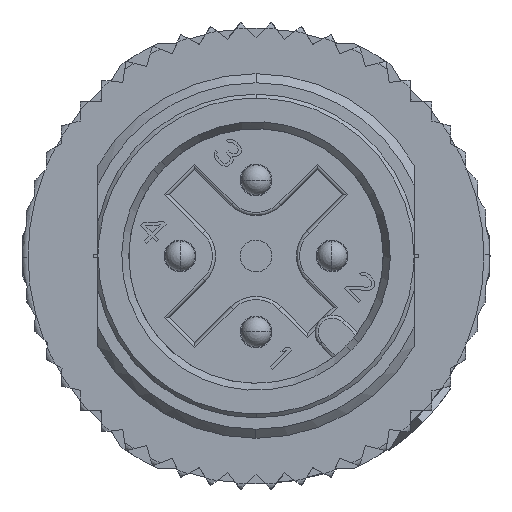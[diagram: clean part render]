
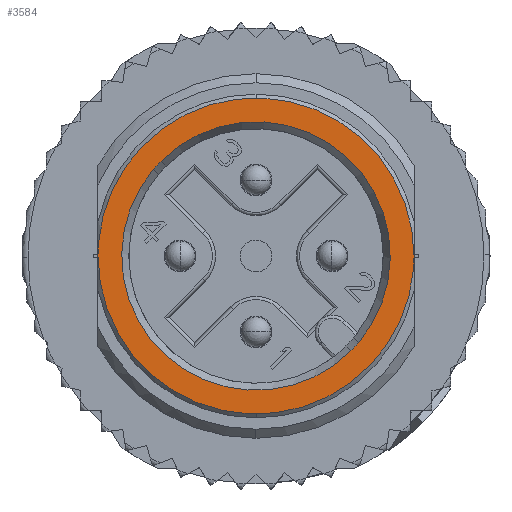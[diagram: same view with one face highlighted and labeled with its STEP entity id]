
A CAD part, front view. The second image highlights one B-rep face of the part: STEP entity #3584.
In plain terms, the highlighted planar face has unit normal (0, -1, 0).
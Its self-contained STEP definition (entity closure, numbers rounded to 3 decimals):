
#3584=ADVANCED_FACE('',(#9085,#9086),#9087,.T.);
#9085=FACE_OUTER_BOUND('',#21803,.T.);
#9086=FACE_BOUND('',#21804,.T.);
#9087=PLANE('',#21805);
#21803=EDGE_LOOP('',(#61288,#61289,#61290,#61291));
#21804=EDGE_LOOP('',(#61292,#61293,#61294,#61295));
#21805=AXIS2_PLACEMENT_3D('',#61296,#61297,#61298);
#61288=ORIENTED_EDGE('',*,*,#71606,.T.);
#61289=ORIENTED_EDGE('',*,*,#69910,.T.);
#61290=ORIENTED_EDGE('',*,*,#69904,.T.);
#61291=ORIENTED_EDGE('',*,*,#71609,.T.);
#61292=ORIENTED_EDGE('',*,*,#70967,.F.);
#61293=ORIENTED_EDGE('',*,*,#70962,.F.);
#61294=ORIENTED_EDGE('',*,*,#70040,.F.);
#61295=ORIENTED_EDGE('',*,*,#70032,.F.);
#61296=CARTESIAN_POINT('',(-5.72,-16.1,5.682));
#61297=DIRECTION('',(0.0,-1.0,0.0));
#61298=DIRECTION('',(1.0,0.0,0.0));
#69904=EDGE_CURVE('',#73203,#73200,#73204,.F.);
#69910=EDGE_CURVE('',#73210,#73203,#73213,.F.);
#70032=EDGE_CURVE('',#73420,#73423,#73424,.F.);
#70040=EDGE_CURVE('',#73423,#73432,#73437,.F.);
#70962=EDGE_CURVE('',#73432,#74776,#74777,.F.);
#70967=EDGE_CURVE('',#74776,#73420,#74783,.F.);
#71606=EDGE_CURVE('',#75699,#73210,#75700,.F.);
#71609=EDGE_CURVE('',#73200,#75699,#75703,.F.);
#73200=VERTEX_POINT('',#77755);
#73203=VERTEX_POINT('',#77759);
#73204=CIRCLE('',#77760,5.2);
#73210=VERTEX_POINT('',#77767);
#73213=CIRCLE('',#77771,5.2);
#73420=VERTEX_POINT('',#78092);
#73423=VERTEX_POINT('',#78096);
#73424=CIRCLE('',#78097,4.418);
#73432=VERTEX_POINT('',#78106);
#73437=CIRCLE('',#78112,4.418);
#74776=VERTEX_POINT('',#80068);
#74777=CIRCLE('',#80069,4.418);
#74783=CIRCLE('',#80076,4.418);
#75699=VERTEX_POINT('',#81445);
#75700=CIRCLE('',#81446,5.2);
#75703=CIRCLE('',#81450,5.2);
#77755=CARTESIAN_POINT('',(-5.18,-16.1,0.453));
#77759=CARTESIAN_POINT('',(5.2,-16.1,0.0));
#77760=AXIS2_PLACEMENT_3D('',#86477,#86478,#86479);
#77767=CARTESIAN_POINT('',(5.18,-16.1,-0.453));
#77771=AXIS2_PLACEMENT_3D('',#86488,#86489,#86490);
#78092=CARTESIAN_POINT('',(3.385,-16.1,-2.84));
#78096=CARTESIAN_POINT('',(-3.124,-16.1,3.124));
#78097=AXIS2_PLACEMENT_3D('',#86686,#86687,#86688);
#78106=CARTESIAN_POINT('',(-3.385,-16.1,2.84));
#78112=AXIS2_PLACEMENT_3D('',#86703,#86704,#86705);
#80068=CARTESIAN_POINT('',(3.124,-16.1,-3.124));
#80069=AXIS2_PLACEMENT_3D('',#87778,#87779,#87780);
#80076=AXIS2_PLACEMENT_3D('',#87788,#87789,#87790);
#81445=CARTESIAN_POINT('',(-5.2,-16.1,0.0));
#81446=AXIS2_PLACEMENT_3D('',#88353,#88354,#88355);
#81450=AXIS2_PLACEMENT_3D('',#88357,#88358,#88359);
#86477=CARTESIAN_POINT('',(0.0,-16.1,0.0));
#86478=DIRECTION('',(0.0,1.0,0.0));
#86479=DIRECTION('',(0.996,0.0,-0.087));
#86488=CARTESIAN_POINT('',(0.0,-16.1,0.0));
#86489=DIRECTION('',(0.0,1.0,0.0));
#86490=DIRECTION('',(0.996,0.0,-0.087));
#86686=CARTESIAN_POINT('',(0.0,-16.1,0.0));
#86687=DIRECTION('',(0.0,1.0,0.0));
#86688=DIRECTION('',(0.766,0.0,-0.643));
#86703=CARTESIAN_POINT('',(0.0,-16.1,0.0));
#86704=DIRECTION('',(0.0,1.0,0.0));
#86705=DIRECTION('',(0.766,0.0,-0.643));
#87778=CARTESIAN_POINT('',(0.0,-16.1,0.0));
#87779=DIRECTION('',(0.0,1.0,0.0));
#87780=DIRECTION('',(0.766,0.0,-0.643));
#87788=CARTESIAN_POINT('',(0.0,-16.1,0.0));
#87789=DIRECTION('',(0.0,1.0,0.0));
#87790=DIRECTION('',(0.766,0.0,-0.643));
#88353=CARTESIAN_POINT('',(0.0,-16.1,0.0));
#88354=DIRECTION('',(0.0,1.0,0.0));
#88355=DIRECTION('',(0.996,0.0,-0.087));
#88357=CARTESIAN_POINT('',(0.0,-16.1,0.0));
#88358=DIRECTION('',(0.0,1.0,0.0));
#88359=DIRECTION('',(0.996,0.0,-0.087));
